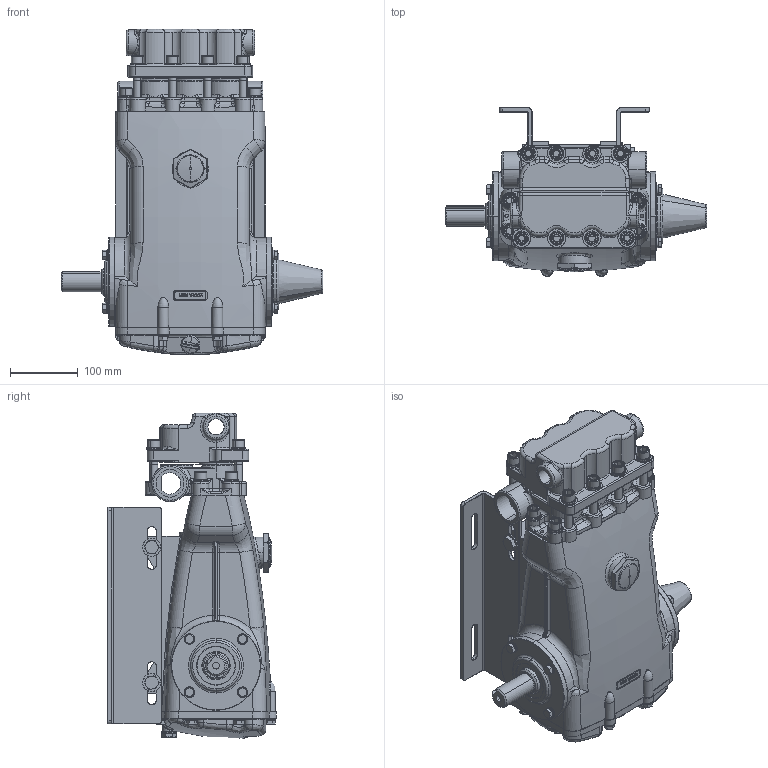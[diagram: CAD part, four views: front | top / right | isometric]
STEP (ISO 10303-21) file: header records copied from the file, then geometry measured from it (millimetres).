
FILE_DESCRIPTION (( 'STEP AP214' ), '1' );
FILE_NAME ('2531.STEP', '2008-09-30T12:48:41', ( ' ' ), ( ' ' ), 'SwSTEP 2.0', 'SolidWorks 2008', '' );
FILE_SCHEMA (( 'AUTOMOTIVE_DESIGN' ));
Length unit declared in the file: millimetre
Products named in the file (1): 2531
Bounding box: 387 x 249 x 480.95 mm (x, y, z)
Surface area: 802998.6 mm2 (no closed solid volume)
Topology: 0 solids, 126 shells, 2128 faces, 6268 edges, 4163 vertices
Faces by surface type: cylinder 694, plane 542, torus 537, bspline 206, cone 118, sphere 31
Entity records: 111255 total; most frequent: CARTESIAN_POINT 32951, DIRECTION 11885, ORIENTED_EDGE 10671, EDGE_CURVE 6220, AXIS2_PLACEMENT_3D 4973, VERTEX_POINT 4158, CIRCLE 3050, EDGE_LOOP 2349
